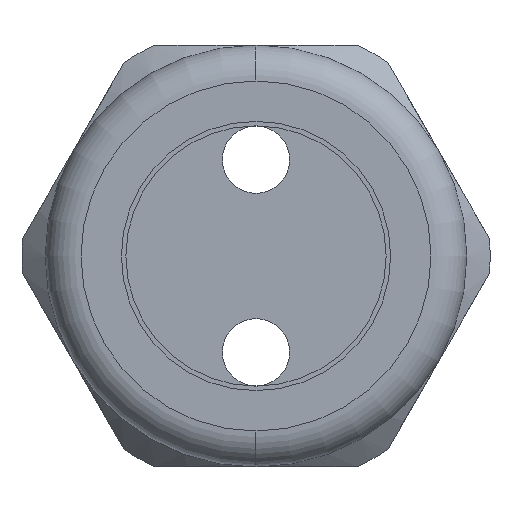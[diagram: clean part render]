
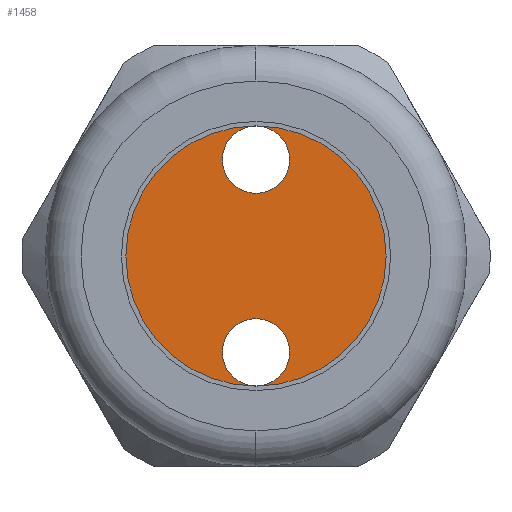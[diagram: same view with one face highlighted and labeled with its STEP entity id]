
A CAD part, left-side view. The second image highlights one B-rep face of the part: STEP entity #1458.
In plain terms, the highlighted planar face has unit normal (-1, 0, 0).
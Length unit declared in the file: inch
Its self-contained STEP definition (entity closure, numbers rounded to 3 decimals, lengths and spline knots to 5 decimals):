
#15 = VERTEX_POINT ( 'NONE', #1880 ) ;
#1455 = EDGE_CURVE ( 'NONE', #1596, #1595, #4367, .T. ) ;
#1458 = ADVANCED_FACE ( 'NONE', ( #4363, #4362, #4361 ), #4360, .T. ) ;
#1459 = EDGE_LOOP ( 'NONE', ( #1460, #1462 ) ) ;
#1460 = ORIENTED_EDGE ( 'NONE', *, *, #1461, .F. ) ;
#1461 = EDGE_CURVE ( 'NONE', #1552, #15, #4420, .T. ) ;
#1462 = ORIENTED_EDGE ( 'NONE', *, *, #1551, .F. ) ;
#1463 = EDGE_LOOP ( 'NONE', ( #1464, #1466 ) ) ;
#1464 = ORIENTED_EDGE ( 'NONE', *, *, #1465, .F. ) ;
#1465 = EDGE_CURVE ( 'NONE', #1667, #1664, #4415, .T. ) ;
#1466 = ORIENTED_EDGE ( 'NONE', *, *, #1666, .F. ) ;
#1467 = EDGE_LOOP ( 'NONE', ( #1468, #1469 ) ) ;
#1468 = ORIENTED_EDGE ( 'NONE', *, *, #1455, .T. ) ;
#1469 = ORIENTED_EDGE ( 'NONE', *, *, #1594, .T. ) ;
#1551 = EDGE_CURVE ( 'NONE', #15, #1552, #4570, .T. ) ;
#1552 = VERTEX_POINT ( 'NONE', #4565 ) ;
#1594 = EDGE_CURVE ( 'NONE', #1595, #1596, #4616, .T. ) ;
#1595 = VERTEX_POINT ( 'NONE', #4671 ) ;
#1596 = VERTEX_POINT ( 'NONE', #4670 ) ;
#1664 = VERTEX_POINT ( 'NONE', #4789 ) ;
#1666 = EDGE_CURVE ( 'NONE', #1664, #1667, #4788, .T. ) ;
#1667 = VERTEX_POINT ( 'NONE', #4783 ) ;
#1880 = CARTESIAN_POINT ( 'NONE',  ( -1.35, 0., 0.1397 ) ) ;
#4360 = PLANE ( 'NONE',  #4424 ) ;
#4361 = FACE_OUTER_BOUND ( 'NONE', #1467, .T. ) ;
#4362 = FACE_BOUND ( 'NONE', #1463, .T. ) ;
#4363 = FACE_BOUND ( 'NONE', #1459, .T. ) ;
#4364 = DIRECTION ( 'NONE',  ( 0., 0., 1. ) ) ;
#4365 = DIRECTION ( 'NONE',  ( -1., 0., 0. ) ) ;
#4366 = AXIS2_PLACEMENT_3D ( 'NONE', #4371, #4365, #4364 ) ;
#4367 = CIRCLE ( 'NONE', #4366, 0.29 ) ;
#4371 = CARTESIAN_POINT ( 'NONE',  ( -1.35, 0., 0. ) ) ;
#4411 = DIRECTION ( 'NONE',  ( 0., 0., 1. ) ) ;
#4412 = DIRECTION ( 'NONE',  ( -1., 0., 0. ) ) ;
#4413 = CARTESIAN_POINT ( 'NONE',  ( -1.35, 0., -0.2147 ) ) ;
#4414 = AXIS2_PLACEMENT_3D ( 'NONE', #4413, #4412, #4411 ) ;
#4415 = CIRCLE ( 'NONE', #4414, 0.075 ) ;
#4416 = DIRECTION ( 'NONE',  ( 0., 0., -1. ) ) ;
#4417 = DIRECTION ( 'NONE',  ( -1., 0., 0. ) ) ;
#4418 = CARTESIAN_POINT ( 'NONE',  ( -1.35, 0., 0.2147 ) ) ;
#4419 = AXIS2_PLACEMENT_3D ( 'NONE', #4418, #4417, #4416 ) ;
#4420 = CIRCLE ( 'NONE', #4419, 0.075 ) ;
#4421 = DIRECTION ( 'NONE',  ( 0., 0., 1. ) ) ;
#4422 = DIRECTION ( 'NONE',  ( -1., 0., 0. ) ) ;
#4423 = CARTESIAN_POINT ( 'NONE',  ( -1.35, 0., 0. ) ) ;
#4424 = AXIS2_PLACEMENT_3D ( 'NONE', #4423, #4422, #4421 ) ;
#4565 = CARTESIAN_POINT ( 'NONE',  ( -1.35, 0., 0.2897 ) ) ;
#4566 = DIRECTION ( 'NONE',  ( 0., 0., -1. ) ) ;
#4567 = DIRECTION ( 'NONE',  ( -1., 0., 0. ) ) ;
#4568 = CARTESIAN_POINT ( 'NONE',  ( -1.35, 0., 0.2147 ) ) ;
#4569 = AXIS2_PLACEMENT_3D ( 'NONE', #4568, #4567, #4566 ) ;
#4570 = CIRCLE ( 'NONE', #4569, 0.075 ) ;
#4616 = CIRCLE ( 'NONE', #4675, 0.29 ) ;
#4670 = CARTESIAN_POINT ( 'NONE',  ( -1.35, 0., 0.29 ) ) ;
#4671 = CARTESIAN_POINT ( 'NONE',  ( -1.35, 0., -0.29 ) ) ;
#4672 = DIRECTION ( 'NONE',  ( 0., 0., 1. ) ) ;
#4673 = DIRECTION ( 'NONE',  ( -1., 0., 0. ) ) ;
#4674 = CARTESIAN_POINT ( 'NONE',  ( -1.35, 0., 0. ) ) ;
#4675 = AXIS2_PLACEMENT_3D ( 'NONE', #4674, #4673, #4672 ) ;
#4783 = CARTESIAN_POINT ( 'NONE',  ( -1.35, 0., -0.1397 ) ) ;
#4784 = DIRECTION ( 'NONE',  ( 0., 0., 1. ) ) ;
#4785 = DIRECTION ( 'NONE',  ( -1., 0., 0. ) ) ;
#4786 = CARTESIAN_POINT ( 'NONE',  ( -1.35, 0., -0.2147 ) ) ;
#4787 = AXIS2_PLACEMENT_3D ( 'NONE', #4786, #4785, #4784 ) ;
#4788 = CIRCLE ( 'NONE', #4787, 0.075 ) ;
#4789 = CARTESIAN_POINT ( 'NONE',  ( -1.35, 0., -0.2897 ) ) ;
